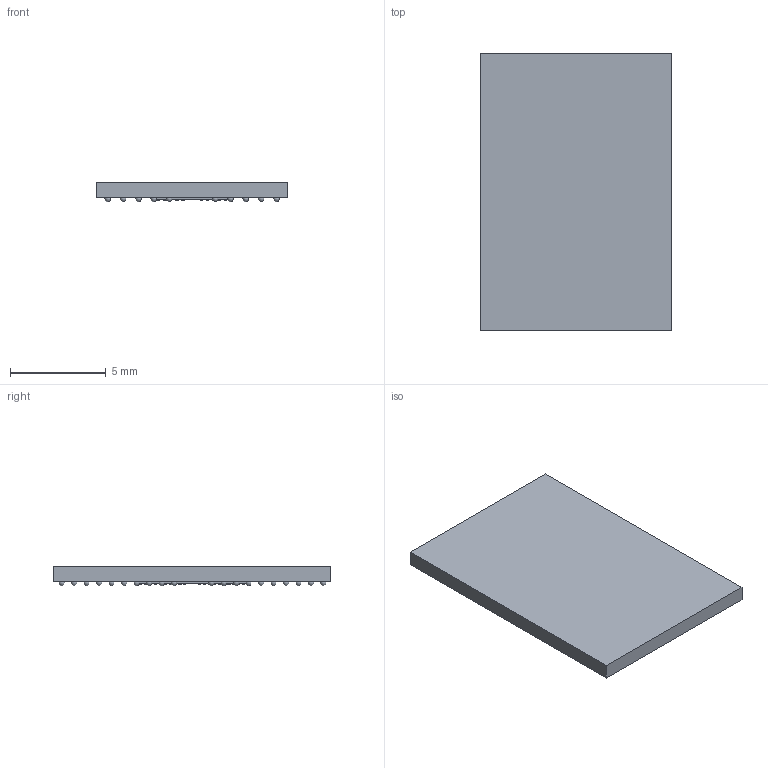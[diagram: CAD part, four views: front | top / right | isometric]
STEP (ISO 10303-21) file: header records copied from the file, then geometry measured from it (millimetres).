
FILE_DESCRIPTION(('FreeCAD Model'),'2;1');
FILE_NAME('WFBGA-200_10x14.step','2020-03-14T11:23:31',('Author'),(''), 'Open CASCADE STEP processor 7.2','FreeCAD','Unknown');
FILE_SCHEMA(('AUTOMOTIVE_DESIGN { 1 0 10303 214 1 1 1 1 }'));
Length unit declared in the file: millimetre
Products named in the file (2): Matrix_Deformation; union
Bounding box: 10 x 14.5 x 1.02 mm (x, y, z)
Volume: 125.6 mm3; surface area: 415.5 mm2
Topology: 2 solids, 2 shells, 412 faces, 1224 edges, 816 vertices
Faces by surface type: bspline 206, sphere 200, plane 6
Entity records: 29057 total; most frequent: CARTESIAN_POINT 12555, DIRECTION 2050, ORIENTED_EDGE 1648, PCURVE 1648, DEFINITIONAL_REPRESENTATION 1648, EDGE_CURVE 824, VERTEX_POINT 816, FACE_BOUND 812
